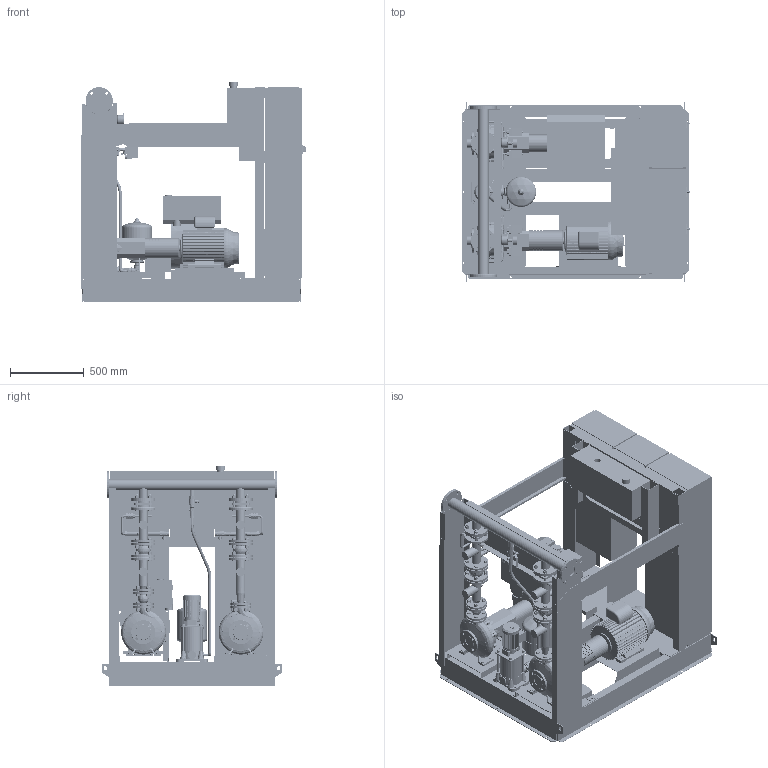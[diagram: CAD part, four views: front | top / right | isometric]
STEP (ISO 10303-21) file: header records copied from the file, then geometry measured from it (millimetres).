
FILE_DESCRIPTION((''),'2;1');
FILE_NAME('3d_Sifire-EN-32_200-193-5.5_6.8_0.55EDJ-4183996.stp','2015-05-26T08:14:33',(''),(''),'Mechanical Desktop 2009','Mechanical Desktop 2009',', , ');
FILE_SCHEMA(('CONFIG_CONTROL_DESIGN'));
Length unit declared in the file: millimetre
Products named in the file (1): Product
Bounding box: 1554.5 x 1230 x 1500 mm (x, y, z)
Volume: 461358607.6 mm3; surface area: 32013698.4 mm2
Topology: 248 solids, 248 shells, 5918 faces, 14233 edges, 9062 vertices
Faces by surface type: plane 2212, bspline 1902, cylinder 1096, cone 536, torus 142, sphere 30
Entity records: 190282 total; most frequent: CARTESIAN_POINT 60456, ORIENTED_EDGE 28418, DIRECTION 24396, EDGE_CURVE 14209, VERTEX_POINT 9061, AXIS2_PLACEMENT_3D 8227, VECTOR 7942, LINE 7942
